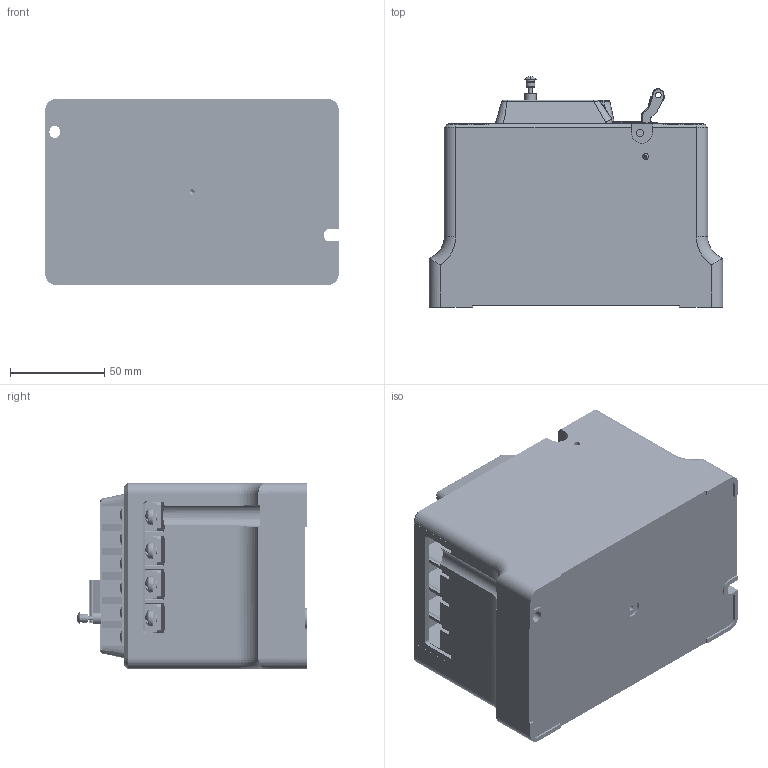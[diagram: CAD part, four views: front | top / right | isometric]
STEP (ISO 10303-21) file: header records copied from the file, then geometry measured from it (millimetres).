
FILE_DESCRIPTION (( 'STEP AP203' ), '1' );
FILE_NAME ('8562_54-FI-4-ap203.STEP', '2012-06-19T09:40:11', ( 'Admin' ), ( 'R. STAHL AG' ), 'SwSTEP 2.0', 'SolidWorks 2011', '' );
FILE_SCHEMA (( 'CONFIG_CONTROL_DESIGN' ));
Products named in the file (26): 8562_54-FI-4-ap203; 85_620_50_02_0_Giessharz1; 85_629_15_04_0; 85_459_01_90_0; 85_629_02_14_0; 85_629_09_14_0; 509_645_0; 509_645_0_3_eingebaut; 509_645_0_2; 509_645_0_1; 85_629_09_92_0; 85_629_02_50_0; 85_629_03_59_0; 85_620_03_16_0_85_620_03_16_0; 85_759_04_94_0_montiert in 8575_15_Montagelage; 85_629_03_92_0; 85_629_07_16_0 _85 629 07 16 0; 85_629_07_16_0_grün_Griffstück grün; 85_629_07_16_0_85_629_07_16_0; 85_629_23_15_0; 85_620_56_04_0_85_620_57_04_0; 85_620_56_04_0_Giessharz3; 85_620_56_04_0_Giessharz1; 354_602_0; 85_629_24_97_0; 85_629_11_04_0
Assembly tree (46 placements, depth 4):
  8562_54-FI-4-ap203
    85_629_02_50_0
    85_620_50_02_0_Giessharz1
    85_629_03_59_0
    85_629_15_04_0
    85_629_02_14_0  x2
    85_459_01_90_0
    85_629_09_92_0
    509_645_0  x8
      509_645_0_1
      509_645_0_3_eingebaut
      509_645_0_2
    85_620_03_16_0_85_620_03_16_0
      85_629_03_92_0  x2
      85_759_04_94_0_montiert in 8575_15_Montagelage
      85_629_07_16_0 _85 629 07 16 0
        85_629_07_16_0_85_629_07_16_0
        85_629_07_16_0_grün_Griffstück grün
    85_620_56_04_0_85_620_57_04_0
      354_602_0  x6
      85_629_24_97_0  x8
      85_629_11_04_0
      85_620_56_04_0_Giessharz1
      85_620_56_04_0_Giessharz3
    85_629_09_14_0
    85_629_23_15_0
Bounding box: 156 x 122.57 x 99 mm (x, y, z)
Volume: 694654.9 mm3; surface area: 280113.7 mm2
Topology: 61 solids, 61 shells, 8678 faces, 21907 edges, 13462 vertices
Faces by surface type: plane 4708, cylinder 2474, cone 1092, torus 257, sphere 80, bspline 67
Entity records: 162947 total; most frequent: CARTESIAN_POINT 38965, ORIENTED_EDGE 25714, DIRECTION 25039, EDGE_CURVE 12857, AXIS2_PLACEMENT_3D 8993, VERTEX_POINT 8044, LINE 7053, VECTOR 7053
